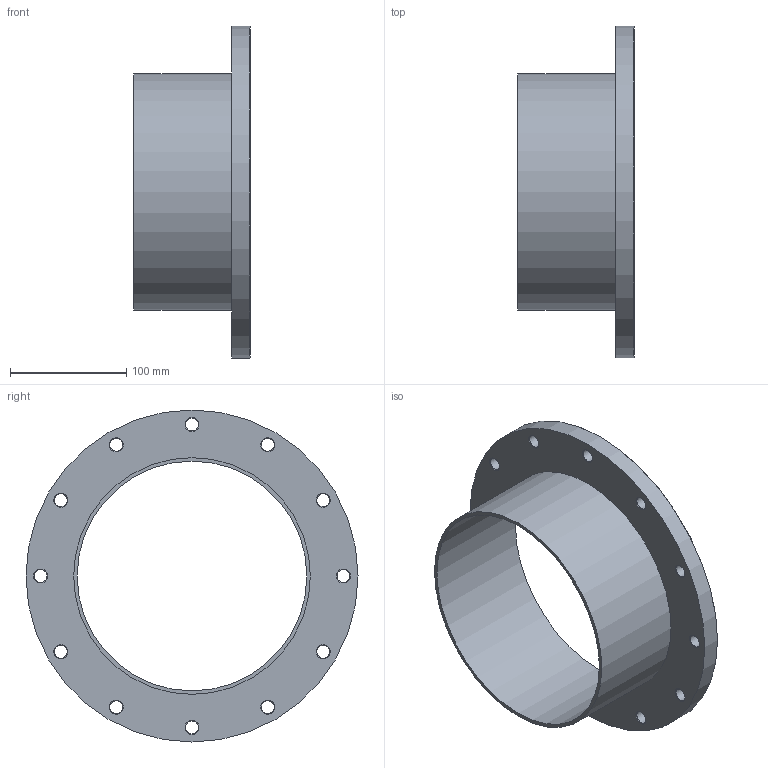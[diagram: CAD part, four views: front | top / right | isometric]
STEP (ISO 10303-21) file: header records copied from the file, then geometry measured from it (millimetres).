
FILE_DESCRIPTION(/* description */ (''),/* implementation_level */ '2;1');
FILE_NAME(/* name */ 'FL-HN200LFB.stp',/* time_stamp */ '2018-07-30T16:08:45+01:00',/* author */ ('paul'),/* organization */ (''),/* preprocessor_version */ 'ST-DEVELOPER v17',/* originating_system */ 'Autodesk Inventor 2019',/* authorisation */ '');
FILE_SCHEMA (('AUTOMOTIVE_DESIGN { 1 0 10303 214 3 1 1 }'));
Length unit declared in the file: millimetre
Products named in the file (1): FL-HN200LFB
Bounding box: 100 x 285 x 285 mm (x, y, z)
Volume: 648638.7 mm3; surface area: 200270.2 mm2
Topology: 1 solids, 1 shells, 47 faces, 122 edges, 79 vertices
Faces by surface type: cone 25, cylinder 16, plane 4, torus 2
Full cylindrical faces by diameter (mm): 11 x12, 197.2 x1, 203.2 x1, 213 x1, 285 x1
Entity records: 1572 total; most frequent: DIRECTION 299, CARTESIAN_POINT 249, ORIENTED_EDGE 244, AXIS2_PLACEMENT_3D 129, EDGE_CURVE 122, CIRCLE 81, VERTEX_POINT 79, EDGE_LOOP 75
